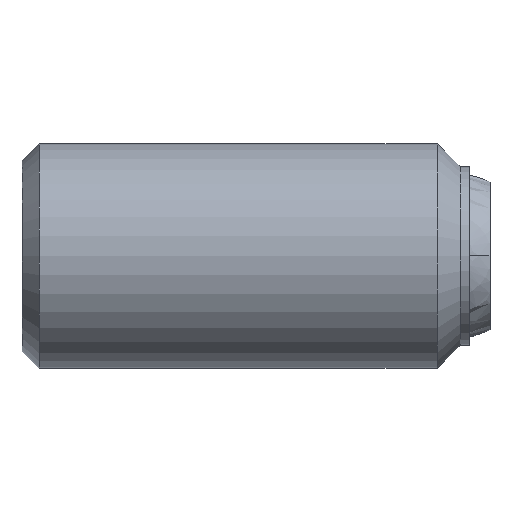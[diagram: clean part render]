
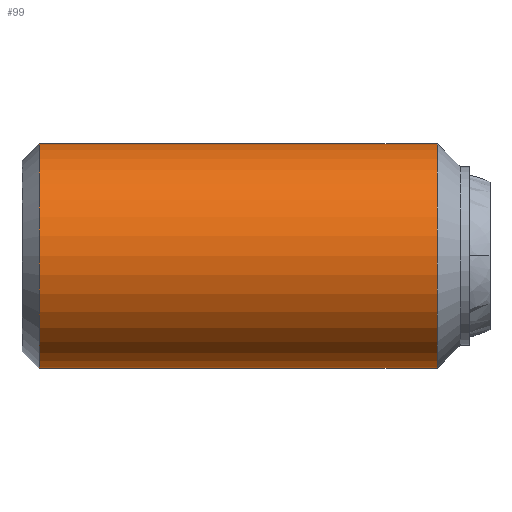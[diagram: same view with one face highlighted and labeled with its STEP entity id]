
A CAD part, top view. The second image highlights one B-rep face of the part: STEP entity #99.
In plain terms, the highlighted cylindrical face has radius 12 mm (diameter 24 mm), a partial arc.
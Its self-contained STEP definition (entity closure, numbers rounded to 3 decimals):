
#99 = ADVANCED_FACE( '', ( #154 ), #155, .T. );
#154 = FACE_OUTER_BOUND( '', #214, .T. );
#155 = CYLINDRICAL_SURFACE( '', #215, 12. );
#214 = EDGE_LOOP( '', ( #399, #400, #401, #402 ) );
#215 = AXIS2_PLACEMENT_3D( '', #403, #404, #405 );
#399 = ORIENTED_EDGE( '', *, *, #448, .T. );
#400 = ORIENTED_EDGE( '', *, *, #498, .F. );
#401 = ORIENTED_EDGE( '', *, *, #450, .T. );
#402 = ORIENTED_EDGE( '', *, *, #497, .T. );
#403 = CARTESIAN_POINT( '', ( 23.095, 0., 0. ) );
#404 = DIRECTION( '', ( 1., 0., 0. ) );
#405 = DIRECTION( '', ( 0., 1., 0. ) );
#448 = EDGE_CURVE( '', #521, #513, #522, .T. );
#450 = EDGE_CURVE( '', #516, #523, #525, .T. );
#497 = EDGE_CURVE( '', #523, #521, #598, .T. );
#498 = EDGE_CURVE( '', #516, #513, #599, .T. );
#513 = VERTEX_POINT( '', #614 );
#516 = VERTEX_POINT( '', #618 );
#521 = VERTEX_POINT( '', #624 );
#522 = LINE( '', #625, #626 );
#523 = VERTEX_POINT( '', #627 );
#525 = LINE( '', #629, #630 );
#598 = CIRCLE( '', #735, 12. );
#599 = CIRCLE( '', #736, 12. );
#614 = CARTESIAN_POINT( '', ( 1.841, 12., 0. ) );
#618 = CARTESIAN_POINT( '', ( 1.841, -12., 0. ) );
#624 = CARTESIAN_POINT( '', ( 44.35, 12., 0. ) );
#625 = CARTESIAN_POINT( '', ( 23.095, 12., 0. ) );
#626 = VECTOR( '', #765, 1. );
#627 = CARTESIAN_POINT( '', ( 44.35, -12., 0. ) );
#629 = CARTESIAN_POINT( '', ( 23.095, -12., 0. ) );
#630 = VECTOR( '', #769, 1. );
#735 = AXIS2_PLACEMENT_3D( '', #844, #845, #846 );
#736 = AXIS2_PLACEMENT_3D( '', #847, #848, #849 );
#765 = DIRECTION( '', ( -1., 0., 0. ) );
#769 = DIRECTION( '', ( 1., 0., 0. ) );
#844 = CARTESIAN_POINT( '', ( 44.35, 0., 0. ) );
#845 = DIRECTION( '', ( -1., 0., 0. ) );
#846 = DIRECTION( '', ( 0., 1., 0. ) );
#847 = CARTESIAN_POINT( '', ( 1.841, 0., 0. ) );
#848 = DIRECTION( '', ( -1., 0., 0. ) );
#849 = DIRECTION( '', ( 0., 1., 0. ) );
